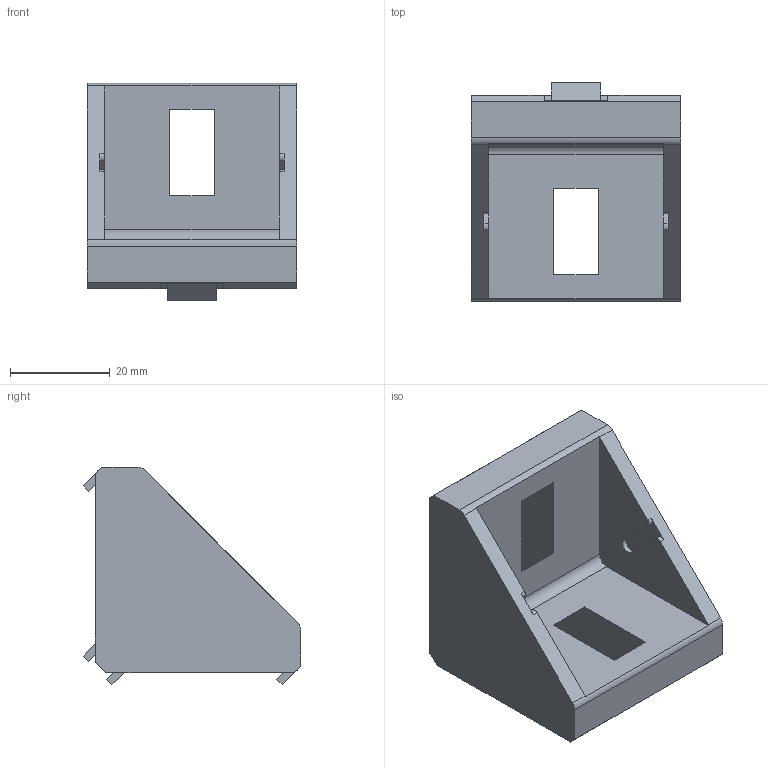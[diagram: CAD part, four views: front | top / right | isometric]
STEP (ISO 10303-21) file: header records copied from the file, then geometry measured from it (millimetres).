
FILE_DESCRIPTION(/* description */ ('Winkel 45x45'),/* implementation_level */ '2;1');
FILE_NAME(/* name */ '412523558 Winkel 45x45.stp',/* time_stamp */ '2019-10-28T13:09:53+01:00',/* author */ ('wheldmann'),/* organization */ (''),/* preprocessor_version */ 'ST-DEVELOPER v17.2',/* originating_system */ 'Autodesk Inventor 2019',/* authorisation */ '');
FILE_SCHEMA (('AUTOMOTIVE_DESIGN { 1 0 10303 214 3 1 1 }'));
Length unit declared in the file: millimetre
Products named in the file (1): 412523558
Bounding box: 42 x 43.77 x 43.77 mm (x, y, z)
Volume: 20130.8 mm3; surface area: 13230.7 mm2
Topology: 1 solids, 1 shells, 94 faces, 258 edges, 172 vertices
Faces by surface type: plane 85, cylinder 9
Entity records: 2993 total; most frequent: CARTESIAN_POINT 525, ORIENTED_EDGE 516, DIRECTION 470, EDGE_CURVE 258, LINE 236, VECTOR 236, VERTEX_POINT 172, AXIS2_PLACEMENT_3D 117
